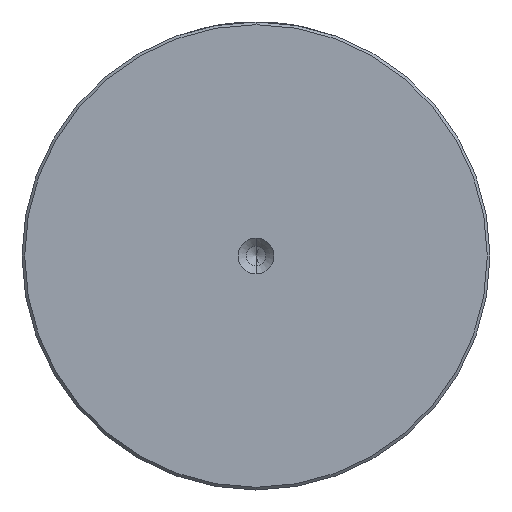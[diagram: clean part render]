
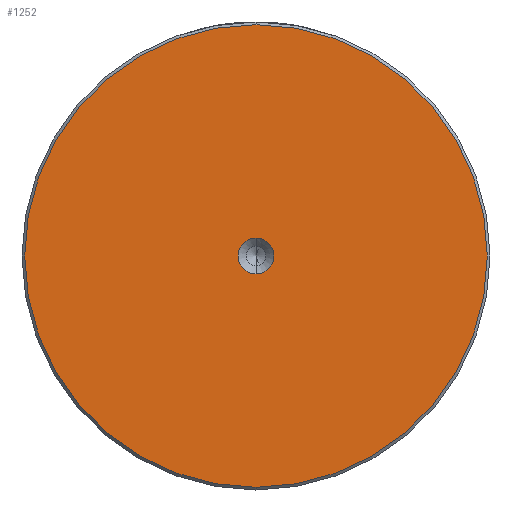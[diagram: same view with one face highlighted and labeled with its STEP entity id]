
A CAD part, left-side view. The second image highlights one B-rep face of the part: STEP entity #1252.
In plain terms, the highlighted planar face has unit normal (-1, 0, 0).
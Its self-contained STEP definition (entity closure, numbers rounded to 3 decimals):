
#142 = EDGE_LOOP ( 'NONE', ( #149, #166 ) ) ;
#149 = ORIENTED_EDGE ( 'NONE', *, *, #2904, .F. ) ;
#166 = ORIENTED_EDGE ( 'NONE', *, *, #1843, .F. ) ;
#224 = EDGE_LOOP ( 'NONE', ( #2710, #2597 ) ) ;
#324 = CARTESIAN_POINT ( 'NONE',  ( 0., 0., 42.5 ) ) ;
#364 = DIRECTION ( 'NONE',  ( 0., 0., 1. ) ) ;
#542 = VERTEX_POINT ( 'NONE', #324 ) ;
#560 = CARTESIAN_POINT ( 'NONE',  ( 0., 0., -42.5 ) ) ;
#590 = DIRECTION ( 'NONE',  ( -1., 0., 0. ) ) ;
#641 = FACE_BOUND ( 'NONE', #142, .T. ) ;
#684 = CIRCLE ( 'NONE', #1851, 42.5 ) ;
#751 = CARTESIAN_POINT ( 'NONE',  ( 0., 0., 0. ) ) ;
#834 = AXIS2_PLACEMENT_3D ( 'NONE', #849, #2609, #1100 ) ;
#849 = CARTESIAN_POINT ( 'NONE',  ( 0., 0., 0. ) ) ;
#993 = DIRECTION ( 'NONE',  ( 0., 0., 1. ) ) ;
#1047 = EDGE_CURVE ( 'NONE', #3031, #542, #2445, .T. ) ;
#1099 = CARTESIAN_POINT ( 'NONE',  ( 0., 0., -3.3 ) ) ;
#1100 = DIRECTION ( 'NONE',  ( 0., 0., 1. ) ) ;
#1103 = DIRECTION ( 'NONE',  ( -1., 0., 0. ) ) ;
#1167 = AXIS2_PLACEMENT_3D ( 'NONE', #1357, #1866, #364 ) ;
#1252 = ADVANCED_FACE ( 'NONE', ( #2210, #641 ), #1623, .T. ) ;
#1357 = CARTESIAN_POINT ( 'NONE',  ( 0., 0., 0. ) ) ;
#1623 = PLANE ( 'NONE',  #1167 ) ;
#1843 = EDGE_CURVE ( 'NONE', #2114, #2699, #2050, .T. ) ;
#1851 = AXIS2_PLACEMENT_3D ( 'NONE', #751, #2499, #993 ) ;
#1866 = DIRECTION ( 'NONE',  ( -1., 0., 0. ) ) ;
#2050 = CIRCLE ( 'NONE', #2228, 3.3 ) ;
#2098 = CARTESIAN_POINT ( 'NONE',  ( 0., 0., 0. ) ) ;
#2114 = VERTEX_POINT ( 'NONE', #1099 ) ;
#2121 = CIRCLE ( 'NONE', #2135, 3.3 ) ;
#2135 = AXIS2_PLACEMENT_3D ( 'NONE', #2611, #1103, #2846 ) ;
#2210 = FACE_OUTER_BOUND ( 'NONE', #224, .T. ) ;
#2228 = AXIS2_PLACEMENT_3D ( 'NONE', #2098, #590, #2342 ) ;
#2342 = DIRECTION ( 'NONE',  ( 0., 0., 1. ) ) ;
#2445 = CIRCLE ( 'NONE', #834, 42.5 ) ;
#2499 = DIRECTION ( 'NONE',  ( -1., 0., 0. ) ) ;
#2597 = ORIENTED_EDGE ( 'NONE', *, *, #2671, .T. ) ;
#2609 = DIRECTION ( 'NONE',  ( -1., 0., 0. ) ) ;
#2611 = CARTESIAN_POINT ( 'NONE',  ( 0., 0., 0. ) ) ;
#2671 = EDGE_CURVE ( 'NONE', #542, #3031, #684, .T. ) ;
#2699 = VERTEX_POINT ( 'NONE', #2987 ) ;
#2710 = ORIENTED_EDGE ( 'NONE', *, *, #1047, .T. ) ;
#2846 = DIRECTION ( 'NONE',  ( 0., 0., 1. ) ) ;
#2904 = EDGE_CURVE ( 'NONE', #2699, #2114, #2121, .T. ) ;
#2987 = CARTESIAN_POINT ( 'NONE',  ( 0., 0., 3.3 ) ) ;
#3031 = VERTEX_POINT ( 'NONE', #560 ) ;
